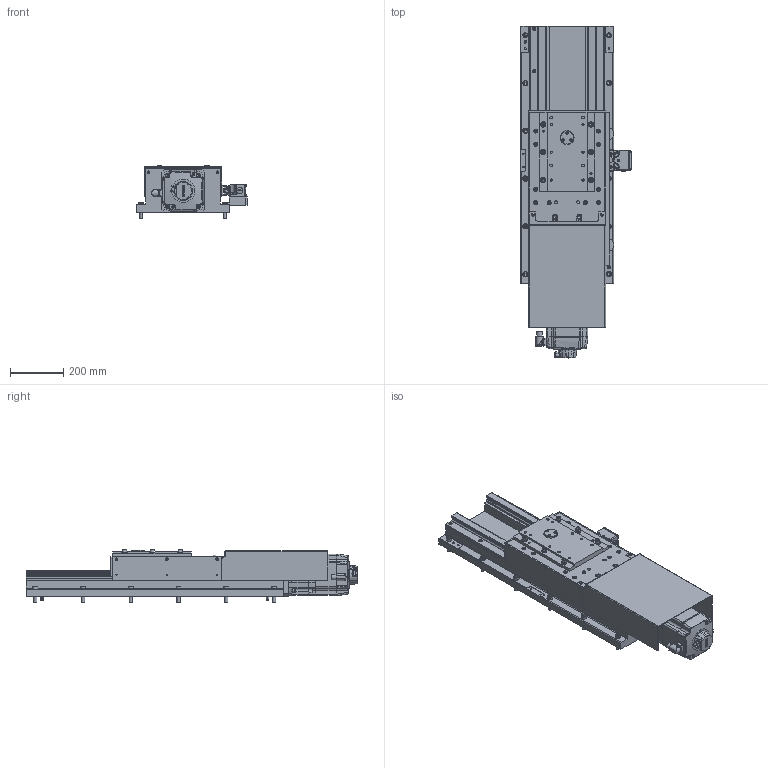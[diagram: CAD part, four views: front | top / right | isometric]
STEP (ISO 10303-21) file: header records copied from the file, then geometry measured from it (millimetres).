
FILE_DESCRIPTION(/* description */ ('Unknown'),/* implementation_level */ '2;1');
FILE_NAME(/* name */ 'CA.40-320',/* time_stamp */ '2024-11-20T10:58:56+01:00',/* author */ ('Unknown'),/* organization */ ('Unknown'),/* preprocessor_version */ 'ST-DEVELOPER v19.4',/* originating_system */ 'Solid Edge',/* authorisation */ 'Unknown');
FILE_SCHEMA (('AUTOMOTIVE_DESIGN {1 0 10303 214 3 1 1}'));
Products named in the file (1): CA.40-320
Bounding box: 416.95 x 1251.3 x 199.5 mm (x, y, z)
Surface area: 2222045.4 mm2 (no closed solid volume)
Topology: 0 solids, 205 shells, 1490 faces, 5333 edges, 3993 vertices
Faces by surface type: plane 737, cylinder 428, cone 118, torus 106, bspline 90, sphere 11
Full cylindrical faces by diameter (mm): 3 x1, 4 x2, 4.134 x8, 4.917 x10, 6.647 x2, 6.8 x2, 7.5 x4, 8 x4, 8.376 x6, 8.5 x3, 9.7 x1, 10 x26, 10.106 x2, 11 x2, 12 x16, 13.5 x10, 15 x30, 16 x10, 16.1 x8, 18 x16, 18.5 x1, 20 x7, 24 x1, 27.8 x1, 50 x1, 88 x1
Entity records: 73342 total; most frequent: CARTESIAN_POINT 24945, DIRECTION 8556, ORIENTED_EDGE 7367, EDGE_CURVE 4837, VERTEX_POINT 3932, AXIS2_PLACEMENT_3D 3061, LINE 2434, VECTOR 2434
